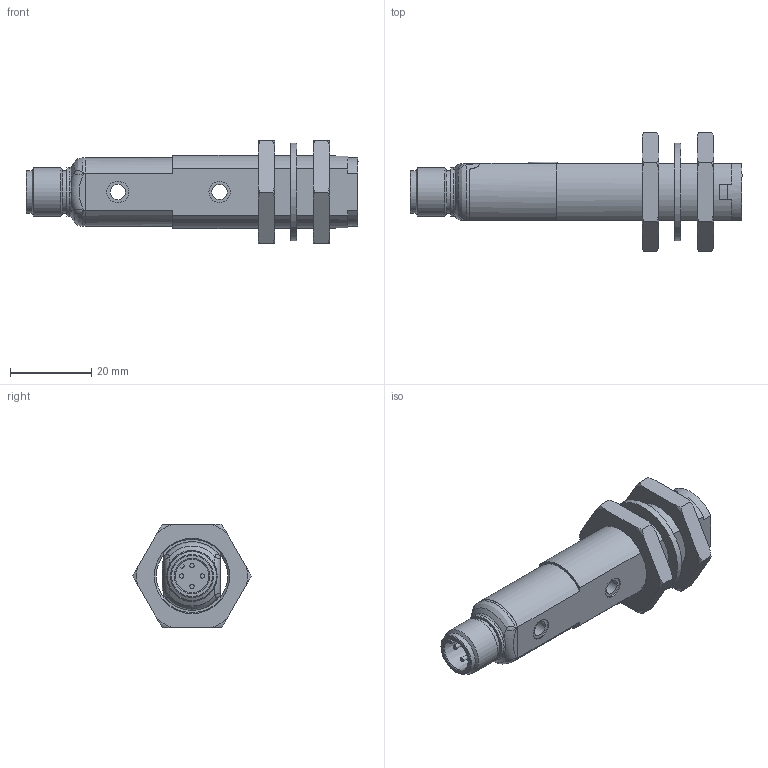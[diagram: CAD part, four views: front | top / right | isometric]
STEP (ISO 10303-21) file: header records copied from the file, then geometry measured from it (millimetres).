
FILE_DESCRIPTION (( 'STEP AP214' ), '1' );
FILE_NAME ('F18IR-0P-0E.STEP', '2023-02-23T15:58:04', ( '' ), ( '' ), 'SwSTEP 2.0', 'SolidWorks 2021', '' );
FILE_SCHEMA (( 'AUTOMOTIVE_DESIGN' ));
Length unit declared in the file: inch
Products named in the file (1): F18IR-0P-0E
Bounding box: 81.55 x 29.28 x 25.36 mm (x, y, z)
Volume: 18294.7 mm3; surface area: 8387.1 mm2
Topology: 4 solids, 4 shells, 197 faces, 509 edges, 328 vertices
Faces by surface type: plane 86, cylinder 54, torus 30, bspline 17, cone 8, sphere 2
Full cylindrical faces by diameter (mm): 1.067 x4, 3.4 x1, 3.8 x2, 5.2 x2, 7.2 x1, 7.4 x1, 10.5 x2, 12 x2, 17.5 x2, 18 x1, 24 x1
Entity records: 7422 total; most frequent: CARTESIAN_POINT 2948, ORIENTED_EDGE 908, DIRECTION 852, EDGE_CURVE 454, AXIS2_PLACEMENT_3D 333, VERTEX_POINT 312, EDGE_LOOP 254, FACE_OUTER_BOUND 220
